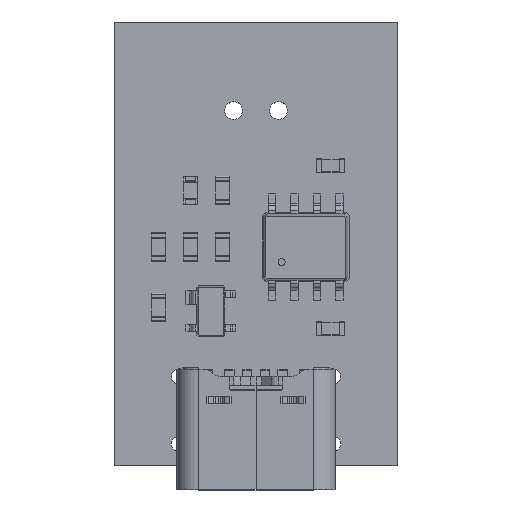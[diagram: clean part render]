
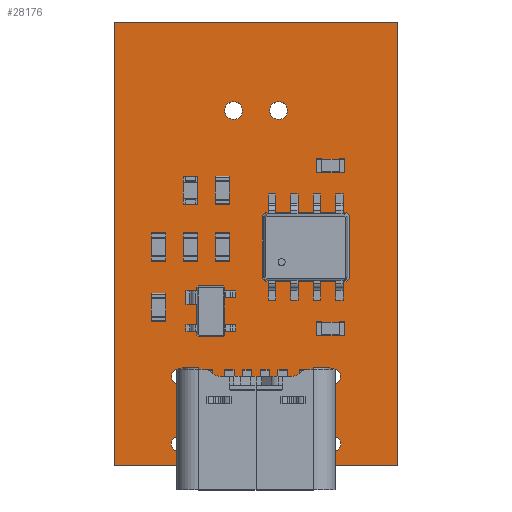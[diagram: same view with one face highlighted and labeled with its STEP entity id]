
A CAD part, top view. The second image highlights one B-rep face of the part: STEP entity #28176.
In plain terms, the highlighted planar face has unit normal (0, 0, 1).
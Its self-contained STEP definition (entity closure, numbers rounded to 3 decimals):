
#27998 = VERTEX_POINT('',#27999);
#27999 = CARTESIAN_POINT('',(16.,0.,1.6));
#28005 = EDGE_CURVE('',#27998,#28006,#28008,.T.);
#28006 = VERTEX_POINT('',#28007);
#28007 = CARTESIAN_POINT('',(0.,0.,1.6));
#28008 = LINE('',#28009,#28010);
#28009 = CARTESIAN_POINT('',(16.,0.,1.6));
#28010 = VECTOR('',#28011,1.);
#28011 = DIRECTION('',(-1.,0.,0.));
#28038 = VERTEX_POINT('',#28039);
#28039 = CARTESIAN_POINT('',(16.,25.,1.6));
#28045 = EDGE_CURVE('',#28038,#27998,#28046,.T.);
#28046 = LINE('',#28047,#28048);
#28047 = CARTESIAN_POINT('',(16.,25.,1.6));
#28048 = VECTOR('',#28049,1.);
#28049 = DIRECTION('',(0.,-1.,0.));
#28067 = EDGE_CURVE('',#28006,#28068,#28070,.T.);
#28068 = VERTEX_POINT('',#28069);
#28069 = CARTESIAN_POINT('',(0.,25.,1.6));
#28070 = LINE('',#28071,#28072);
#28071 = CARTESIAN_POINT('',(0.,0.,1.6));
#28072 = VECTOR('',#28073,1.);
#28073 = DIRECTION('',(0.,1.,0.));
#28176 = ADVANCED_FACE('',(#28177,#28188,#28199,#28210,#28221,#28232,
    #28243),#28254,.F.);
#28177 = FACE_BOUND('',#28178,.F.);
#28178 = EDGE_LOOP('',(#28179,#28180,#28181,#28187));
#28179 = ORIENTED_EDGE('',*,*,#28005,.T.);
#28180 = ORIENTED_EDGE('',*,*,#28067,.T.);
#28181 = ORIENTED_EDGE('',*,*,#28182,.T.);
#28182 = EDGE_CURVE('',#28068,#28038,#28183,.T.);
#28183 = LINE('',#28184,#28185);
#28184 = CARTESIAN_POINT('',(0.,25.,1.6));
#28185 = VECTOR('',#28186,1.);
#28186 = DIRECTION('',(1.,0.,0.));
#28187 = ORIENTED_EDGE('',*,*,#28045,.T.);
#28188 = FACE_BOUND('',#28189,.F.);
#28189 = EDGE_LOOP('',(#28190));
#28190 = ORIENTED_EDGE('',*,*,#28191,.F.);
#28191 = EDGE_CURVE('',#28192,#28192,#28194,.T.);
#28192 = VERTEX_POINT('',#28193);
#28193 = CARTESIAN_POINT('',(12.32,0.75,1.6));
#28194 = CIRCLE('',#28195,0.45);
#28195 = AXIS2_PLACEMENT_3D('',#28196,#28197,#28198);
#28196 = CARTESIAN_POINT('',(12.32,1.2,1.6));
#28197 = DIRECTION('',(-0.,0.,-1.));
#28198 = DIRECTION('',(-0.,-1.,0.));
#28199 = FACE_BOUND('',#28200,.F.);
#28200 = EDGE_LOOP('',(#28201));
#28201 = ORIENTED_EDGE('',*,*,#28202,.F.);
#28202 = EDGE_CURVE('',#28203,#28203,#28205,.T.);
#28203 = VERTEX_POINT('',#28204);
#28204 = CARTESIAN_POINT('',(12.32,4.55,1.6));
#28205 = CIRCLE('',#28206,0.45);
#28206 = AXIS2_PLACEMENT_3D('',#28207,#28208,#28209);
#28207 = CARTESIAN_POINT('',(12.32,5.,1.6));
#28208 = DIRECTION('',(-0.,0.,-1.));
#28209 = DIRECTION('',(-0.,-1.,0.));
#28210 = FACE_BOUND('',#28211,.F.);
#28211 = EDGE_LOOP('',(#28212));
#28212 = ORIENTED_EDGE('',*,*,#28213,.F.);
#28213 = EDGE_CURVE('',#28214,#28214,#28216,.T.);
#28214 = VERTEX_POINT('',#28215);
#28215 = CARTESIAN_POINT('',(3.68,0.75,1.6));
#28216 = CIRCLE('',#28217,0.45);
#28217 = AXIS2_PLACEMENT_3D('',#28218,#28219,#28220);
#28218 = CARTESIAN_POINT('',(3.68,1.2,1.6));
#28219 = DIRECTION('',(-0.,0.,-1.));
#28220 = DIRECTION('',(0.,-1.,-0.));
#28221 = FACE_BOUND('',#28222,.F.);
#28222 = EDGE_LOOP('',(#28223));
#28223 = ORIENTED_EDGE('',*,*,#28224,.F.);
#28224 = EDGE_CURVE('',#28225,#28225,#28227,.T.);
#28225 = VERTEX_POINT('',#28226);
#28226 = CARTESIAN_POINT('',(3.68,4.55,1.6));
#28227 = CIRCLE('',#28228,0.45);
#28228 = AXIS2_PLACEMENT_3D('',#28229,#28230,#28231);
#28229 = CARTESIAN_POINT('',(3.68,5.,1.6));
#28230 = DIRECTION('',(-0.,0.,-1.));
#28231 = DIRECTION('',(0.,-1.,-0.));
#28232 = FACE_BOUND('',#28233,.F.);
#28233 = EDGE_LOOP('',(#28234));
#28234 = ORIENTED_EDGE('',*,*,#28235,.F.);
#28235 = EDGE_CURVE('',#28236,#28236,#28238,.T.);
#28236 = VERTEX_POINT('',#28237);
#28237 = CARTESIAN_POINT('',(9.275,19.5,1.6));
#28238 = CIRCLE('',#28239,0.5);
#28239 = AXIS2_PLACEMENT_3D('',#28240,#28241,#28242);
#28240 = CARTESIAN_POINT('',(9.275,20.,1.6));
#28241 = DIRECTION('',(-0.,0.,-1.));
#28242 = DIRECTION('',(-0.,-1.,0.));
#28243 = FACE_BOUND('',#28244,.F.);
#28244 = EDGE_LOOP('',(#28245));
#28245 = ORIENTED_EDGE('',*,*,#28246,.F.);
#28246 = EDGE_CURVE('',#28247,#28247,#28249,.T.);
#28247 = VERTEX_POINT('',#28248);
#28248 = CARTESIAN_POINT('',(6.735,19.5,1.6));
#28249 = CIRCLE('',#28250,0.5);
#28250 = AXIS2_PLACEMENT_3D('',#28251,#28252,#28253);
#28251 = CARTESIAN_POINT('',(6.735,20.,1.6));
#28252 = DIRECTION('',(-0.,0.,-1.));
#28253 = DIRECTION('',(-0.,-1.,0.));
#28254 = PLANE('',#28255);
#28255 = AXIS2_PLACEMENT_3D('',#28256,#28257,#28258);
#28256 = CARTESIAN_POINT('',(8.,12.5,1.6));
#28257 = DIRECTION('',(-0.,-0.,-1.));
#28258 = DIRECTION('',(-1.,0.,0.));
